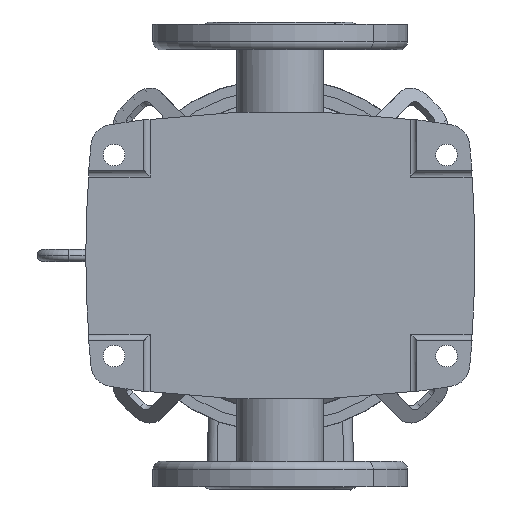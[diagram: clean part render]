
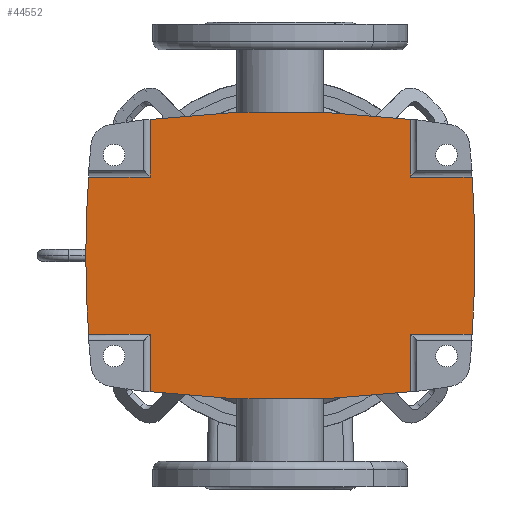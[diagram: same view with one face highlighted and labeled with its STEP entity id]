
A CAD part, front view. The second image highlights one B-rep face of the part: STEP entity #44552.
In plain terms, the highlighted planar face has unit normal (0, -1, 0).
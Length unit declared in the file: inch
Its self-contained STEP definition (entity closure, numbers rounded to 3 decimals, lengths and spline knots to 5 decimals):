
#152 = VERTEX_POINT ( 'NONE', #67358 ) ;
#378 = LINE ( 'NONE', #61364, #2980 ) ;
#787 = VERTEX_POINT ( 'NONE', #15488 ) ;
#1213 = ORIENTED_EDGE ( 'NONE', *, *, #13415, .F. ) ;
#1922 = LINE ( 'NONE', #45522, #43884 ) ;
#2075 = VECTOR ( 'NONE', #31550, 39.37008 ) ;
#2980 = VECTOR ( 'NONE', #29456, 39.37008 ) ;
#4070 = DIRECTION ( 'NONE',  ( 0., 0., 1. ) ) ;
#4268 = ORIENTED_EDGE ( 'NONE', *, *, #16301, .T. ) ;
#4636 = ORIENTED_EDGE ( 'NONE', *, *, #25993, .F. ) ;
#5516 = ORIENTED_EDGE ( 'NONE', *, *, #42892, .F. ) ;
#6985 = CARTESIAN_POINT ( 'NONE',  ( -3.46496, 0.19685, -3.31346 ) ) ;
#7099 = LINE ( 'NONE', #52322, #49866 ) ;
#7374 = DIRECTION ( 'NONE',  ( 0., 1., 0. ) ) ;
#7792 = CARTESIAN_POINT ( 'NONE',  ( -4.59646, 0.19685, 3.31346 ) ) ;
#7934 = AXIS2_PLACEMENT_3D ( 'NONE', #62699, #7374, #29357 ) ;
#8266 = CARTESIAN_POINT ( 'NONE',  ( -1.99928, 0.19685, 4.87898 ) ) ;
#8274 = EDGE_CURVE ( 'NONE', #17504, #59446, #39053, .T. ) ;
#8301 = DIRECTION ( 'NONE',  ( 1., 0., 0. ) ) ;
#9820 = LINE ( 'NONE', #7792, #52544 ) ;
#10509 = CARTESIAN_POINT ( 'NONE',  ( 0., 0.19685, -23.10236 ) ) ;
#11393 = CARTESIAN_POINT ( 'NONE',  ( 1.99928, 0.19685, 4.87898 ) ) ;
#12187 = CIRCLE ( 'NONE', #37874, 28.05268 ) ;
#12439 = AXIS2_PLACEMENT_3D ( 'NONE', #68167, #56494, #34869 ) ;
#13010 = CARTESIAN_POINT ( 'NONE',  ( -1.99928, 0.19685, 3.31346 ) ) ;
#13241 = DIRECTION ( 'NONE',  ( 0., 1., 0. ) ) ;
#13415 = EDGE_CURVE ( 'NONE', #59521, #17504, #9820, .T. ) ;
#14069 = ORIENTED_EDGE ( 'NONE', *, *, #26634, .F. ) ;
#14083 = CARTESIAN_POINT ( 'NONE',  ( 3.46496, 0.19685, -3.31346 ) ) ;
#15460 = VERTEX_POINT ( 'NONE', #21819 ) ;
#15488 = CARTESIAN_POINT ( 'NONE',  ( 3.46496, 0.19685, 3.31346 ) ) ;
#16301 = EDGE_CURVE ( 'NONE', #26450, #59446, #27869, .T. ) ;
#16345 = DIRECTION ( 'NONE',  ( 0., 0., 1. ) ) ;
#16455 = CARTESIAN_POINT ( 'NONE',  ( 0., 0.19685, 23.10236 ) ) ;
#17005 = AXIS2_PLACEMENT_3D ( 'NONE', #16455, #71480, #22089 ) ;
#17053 = CARTESIAN_POINT ( 'NONE',  ( 0., 0.19685, 23.10236 ) ) ;
#17504 = VERTEX_POINT ( 'NONE', #13010 ) ;
#17529 = VECTOR ( 'NONE', #56535, 39.37008 ) ;
#18059 = VECTOR ( 'NONE', #4070, 39.37008 ) ;
#18073 = CARTESIAN_POINT ( 'NONE',  ( -1.99928, 0.19685, -6.87992 ) ) ;
#18254 = EDGE_CURVE ( 'NONE', #787, #62474, #34620, .T. ) ;
#18627 = DIRECTION ( 'NONE',  ( 0., 0., 1. ) ) ;
#19265 = ORIENTED_EDGE ( 'NONE', *, *, #46068, .T. ) ;
#21819 = CARTESIAN_POINT ( 'NONE',  ( 1.99928, 0.19685, -4.87898 ) ) ;
#22089 = DIRECTION ( 'NONE',  ( 0., 0., 1. ) ) ;
#22219 = DIRECTION ( 'NONE',  ( 0., -1., 0. ) ) ;
#22225 = CARTESIAN_POINT ( 'NONE',  ( 1.99928, 0.19685, -3.31346 ) ) ;
#22262 = ORIENTED_EDGE ( 'NONE', *, *, #56745, .T. ) ;
#23234 = AXIS2_PLACEMENT_3D ( 'NONE', #10509, #22219, #16345 ) ;
#25993 = EDGE_CURVE ( 'NONE', #28165, #42262, #40197, .T. ) ;
#26450 = VERTEX_POINT ( 'NONE', #70765 ) ;
#26634 = EDGE_CURVE ( 'NONE', #54991, #28165, #53227, .T. ) ;
#26838 = EDGE_CURVE ( 'NONE', #59521, #71884, #51508, .T. ) ;
#27869 = CIRCLE ( 'NONE', #23234, 28.05268 ) ;
#28165 = VERTEX_POINT ( 'NONE', #33330 ) ;
#29357 = DIRECTION ( 'NONE',  ( 0., 0., 1. ) ) ;
#29456 = DIRECTION ( 'NONE',  ( 1., 0., 0. ) ) ;
#30531 = CARTESIAN_POINT ( 'NONE',  ( -4.59646, 0.19685, 3.31346 ) ) ;
#31550 = DIRECTION ( 'NONE',  ( 0., 0., 1. ) ) ;
#31833 = LINE ( 'NONE', #64357, #2075 ) ;
#32177 = CARTESIAN_POINT ( 'NONE',  ( 0., 0.19685, -4.95031 ) ) ;
#33070 = EDGE_CURVE ( 'NONE', #15460, #54991, #12187, .T. ) ;
#33330 = CARTESIAN_POINT ( 'NONE',  ( -1.99928, 0.19685, -4.87898 ) ) ;
#33871 = DIRECTION ( 'NONE',  ( 0., 0., 1. ) ) ;
#34620 = CIRCLE ( 'NONE', #7934, 26.77315 ) ;
#34869 = DIRECTION ( 'NONE',  ( 0., 0., 1. ) ) ;
#35452 = CARTESIAN_POINT ( 'NONE',  ( -1.99928, 0.19685, -6.87992 ) ) ;
#35727 = AXIS2_PLACEMENT_3D ( 'NONE', #35452, #13241, #18627 ) ;
#37135 = LINE ( 'NONE', #30531, #40595 ) ;
#37874 = AXIS2_PLACEMENT_3D ( 'NONE', #17053, #55281, #33871 ) ;
#39053 = LINE ( 'NONE', #59662, #18059 ) ;
#40197 = LINE ( 'NONE', #18073, #17529 ) ;
#40595 = VECTOR ( 'NONE', #8301, 39.37008 ) ;
#40811 = DIRECTION ( 'NONE',  ( 0., -1., 0. ) ) ;
#41490 = ORIENTED_EDGE ( 'NONE', *, *, #57703, .T. ) ;
#42262 = VERTEX_POINT ( 'NONE', #42277 ) ;
#42277 = CARTESIAN_POINT ( 'NONE',  ( -1.99928, 0.19685, -3.31346 ) ) ;
#42869 = CARTESIAN_POINT ( 'NONE',  ( -3.46496, 0.19685, 3.31346 ) ) ;
#42892 = EDGE_CURVE ( 'NONE', #152, #787, #37135, .T. ) ;
#43884 = VECTOR ( 'NONE', #44800, 39.37008 ) ;
#44552 = ADVANCED_FACE ( 'NONE', ( #62188 ), #68730, .F. ) ;
#44800 = DIRECTION ( 'NONE',  ( 1., 0., 0. ) ) ;
#44979 = ORIENTED_EDGE ( 'NONE', *, *, #18254, .F. ) ;
#45069 = EDGE_LOOP ( 'NONE', ( #53585, #1213, #56893, #22262, #4636, #14069, #51421, #47855, #41490, #44979, #5516, #47320, #19265, #4268 ) ) ;
#45522 = CARTESIAN_POINT ( 'NONE',  ( -4.59646, 0.19685, -3.31346 ) ) ;
#46068 = EDGE_CURVE ( 'NONE', #57710, #26450, #65468, .T. ) ;
#46801 = DIRECTION ( 'NONE',  ( 1., 0., 0. ) ) ;
#47320 = ORIENTED_EDGE ( 'NONE', *, *, #61543, .T. ) ;
#47855 = ORIENTED_EDGE ( 'NONE', *, *, #69990, .T. ) ;
#49866 = VECTOR ( 'NONE', #56726, 39.37008 ) ;
#51421 = ORIENTED_EDGE ( 'NONE', *, *, #33070, .F. ) ;
#51508 = CIRCLE ( 'NONE', #54335, 26.77315 ) ;
#52322 = CARTESIAN_POINT ( 'NONE',  ( 1.99928, 0.19685, -6.87992 ) ) ;
#52544 = VECTOR ( 'NONE', #46801, 39.37008 ) ;
#53227 = CIRCLE ( 'NONE', #17005, 28.05268 ) ;
#53585 = ORIENTED_EDGE ( 'NONE', *, *, #8274, .F. ) ;
#54335 = AXIS2_PLACEMENT_3D ( 'NONE', #68055, #40811, #62725 ) ;
#54991 = VERTEX_POINT ( 'NONE', #32177 ) ;
#55281 = DIRECTION ( 'NONE',  ( 0., 1., 0. ) ) ;
#56494 = DIRECTION ( 'NONE',  ( 0., -1., 0. ) ) ;
#56535 = DIRECTION ( 'NONE',  ( 0., 0., 1. ) ) ;
#56726 = DIRECTION ( 'NONE',  ( 0., 0., 1. ) ) ;
#56745 = EDGE_CURVE ( 'NONE', #71884, #42262, #378, .T. ) ;
#56893 = ORIENTED_EDGE ( 'NONE', *, *, #26838, .T. ) ;
#57703 = EDGE_CURVE ( 'NONE', #59238, #62474, #1922, .T. ) ;
#57710 = VERTEX_POINT ( 'NONE', #11393 ) ;
#59238 = VERTEX_POINT ( 'NONE', #22225 ) ;
#59446 = VERTEX_POINT ( 'NONE', #8266 ) ;
#59521 = VERTEX_POINT ( 'NONE', #42869 ) ;
#59662 = CARTESIAN_POINT ( 'NONE',  ( -1.99928, 0.19685, -6.87992 ) ) ;
#61364 = CARTESIAN_POINT ( 'NONE',  ( -4.59646, 0.19685, -3.31346 ) ) ;
#61543 = EDGE_CURVE ( 'NONE', #152, #57710, #31833, .T. ) ;
#62188 = FACE_OUTER_BOUND ( 'NONE', #45069, .T. ) ;
#62474 = VERTEX_POINT ( 'NONE', #14083 ) ;
#62699 = CARTESIAN_POINT ( 'NONE',  ( -23.10236, 0.19685, 0. ) ) ;
#62725 = DIRECTION ( 'NONE',  ( 0., 0., 1. ) ) ;
#64357 = CARTESIAN_POINT ( 'NONE',  ( 1.99928, 0.19685, -6.87992 ) ) ;
#65468 = CIRCLE ( 'NONE', #12439, 28.05268 ) ;
#67358 = CARTESIAN_POINT ( 'NONE',  ( 1.99928, 0.19685, 3.31346 ) ) ;
#68055 = CARTESIAN_POINT ( 'NONE',  ( 23.10236, 0.19685, 0. ) ) ;
#68167 = CARTESIAN_POINT ( 'NONE',  ( 0., 0.19685, -23.10236 ) ) ;
#68730 = PLANE ( 'NONE',  #35727 ) ;
#69990 = EDGE_CURVE ( 'NONE', #15460, #59238, #7099, .T. ) ;
#70765 = CARTESIAN_POINT ( 'NONE',  ( 0., 0.19685, 4.95031 ) ) ;
#71480 = DIRECTION ( 'NONE',  ( 0., 1., 0. ) ) ;
#71884 = VERTEX_POINT ( 'NONE', #6985 ) ;
